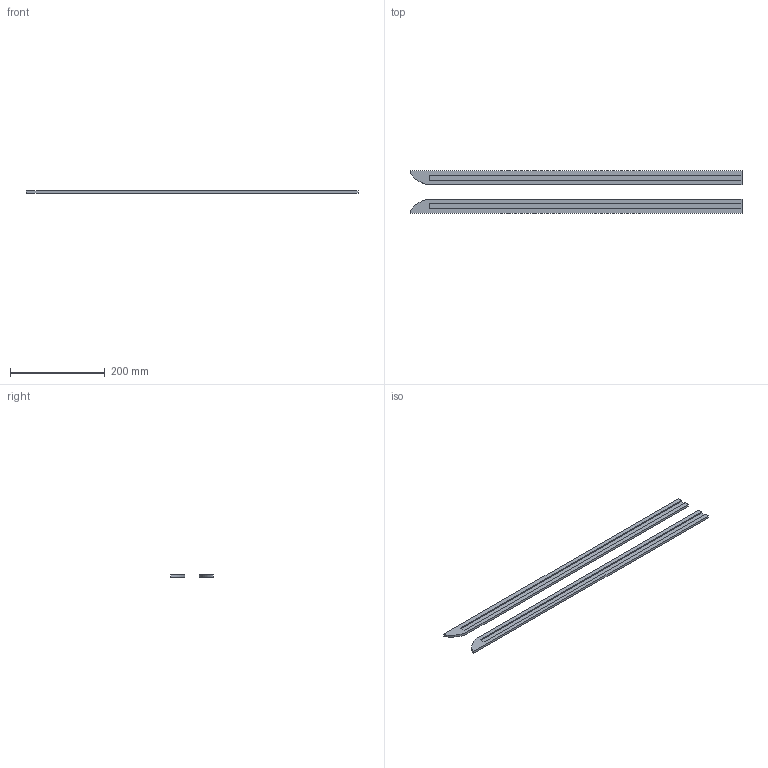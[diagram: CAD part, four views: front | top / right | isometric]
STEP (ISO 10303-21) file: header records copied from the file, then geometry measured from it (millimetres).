
FILE_DESCRIPTION (( 'STEP AP214' ), '1' );
FILE_NAME ('Texas_A＆B_V2.STEP', '2022-04-07T14:27:57', ( '' ), ( '' ), 'SwSTEP 2.0', 'SolidWorks 2020', '' );
FILE_SCHEMA (( 'AUTOMOTIVE_DESIGN' ));
Length unit declared in the file: millimetre
Products named in the file (1): Texas_AㄕB_V2
Bounding box: 700 x 89.16 x 5 mm (x, y, z)
Volume: 164992.8 mm3; surface area: 102176.8 mm2
Topology: 2 solids, 2 shells, 20 faces, 48 edges, 32 vertices
Faces by surface type: plane 18, bspline 2
Entity records: 627 total; most frequent: CARTESIAN_POINT 127, ORIENTED_EDGE 96, DIRECTION 82, EDGE_CURVE 48, VECTOR 44, LINE 44, VERTEX_POINT 32, ADVANCED_FACE 20
